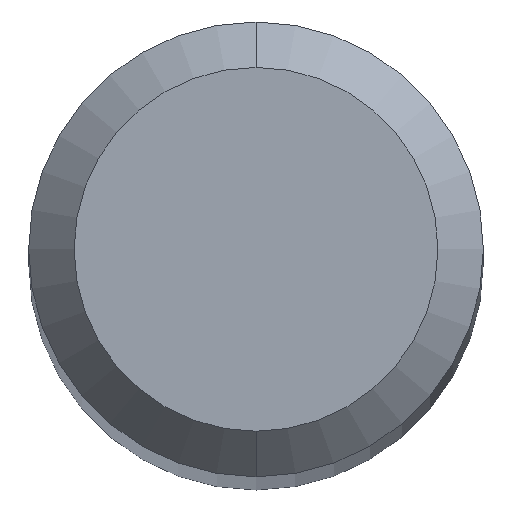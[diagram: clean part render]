
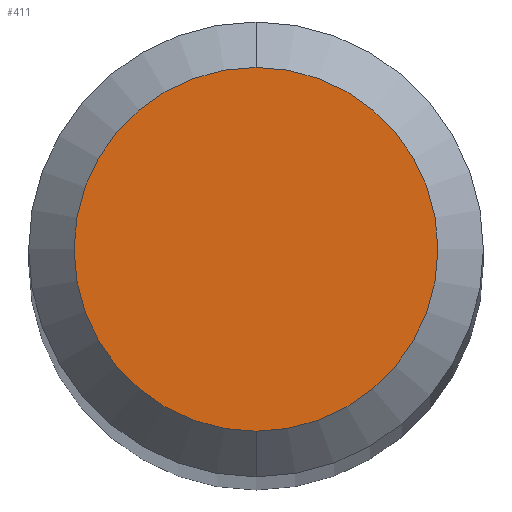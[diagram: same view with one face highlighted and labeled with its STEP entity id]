
A CAD part, top view. The second image highlights one B-rep face of the part: STEP entity #411.
In plain terms, the highlighted planar face has unit normal (0, 0, 1).
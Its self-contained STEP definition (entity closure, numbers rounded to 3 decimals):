
#219=VERTEX_POINT('',#531);
#367=VERTEX_POINT('',#693);
#369=EDGE_CURVE('',#219,#367,#695,.T.);
#397=EDGE_CURVE('',#367,#219,#728,.T.);
#411=ADVANCED_FACE('',(#744),#745,.T.);
#531=CARTESIAN_POINT('',(0.0,1.2,0.0));
#693=CARTESIAN_POINT('',(0.,-1.2,0.0));
#695=CIRCLE('',#1254,1.2);
#728=CIRCLE('',#1308,1.2);
#744=FACE_OUTER_BOUND('',#1328,.T.);
#745=PLANE('',#1329);
#1254=AXIS2_PLACEMENT_3D('',#1679,#1680,#1681);
#1308=AXIS2_PLACEMENT_3D('',#1728,#1729,#1730);
#1328=EDGE_LOOP('',(#1758,#1759));
#1329=AXIS2_PLACEMENT_3D('',#1760,#1761,#1762);
#1679=CARTESIAN_POINT('',(0.0,0.0,0.0));
#1680=DIRECTION('',(0.0,0.0,-1.0));
#1681=DIRECTION('',(0.0,1.0,0.0));
#1728=CARTESIAN_POINT('',(0.0,0.0,0.0));
#1729=DIRECTION('',(0.0,0.0,-1.0));
#1730=DIRECTION('',(0.0,1.0,0.0));
#1758=ORIENTED_EDGE('',*,*,#369,.F.);
#1759=ORIENTED_EDGE('',*,*,#397,.F.);
#1760=CARTESIAN_POINT('',(0.0,0.6,0.0));
#1761=DIRECTION('',(-0.0,0.0,1.0));
#1762=DIRECTION('',(0.0,-1.0,0.0));
